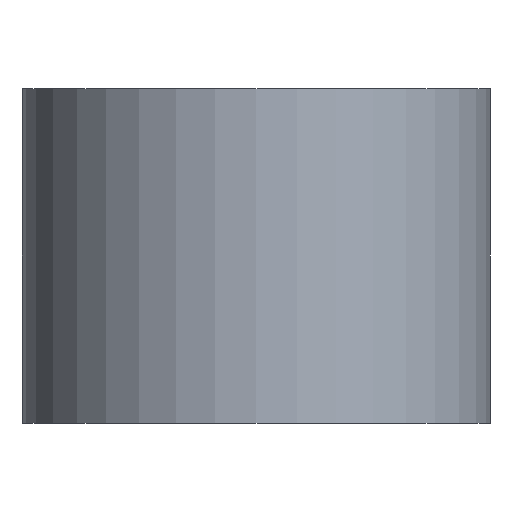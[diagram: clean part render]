
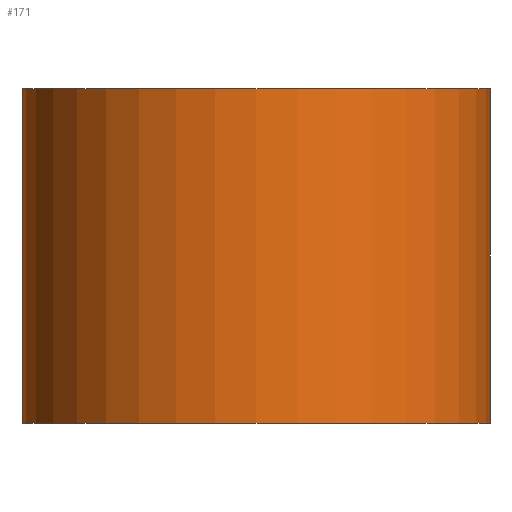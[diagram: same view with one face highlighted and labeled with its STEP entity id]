
A CAD part, front view. The second image highlights one B-rep face of the part: STEP entity #171.
In plain terms, the highlighted cylindrical face has radius 3.5 mm (diameter 7 mm), a partial arc.
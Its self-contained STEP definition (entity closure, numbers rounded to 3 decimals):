
#5 = AXIS2_PLACEMENT_3D ( 'NONE', #313, #342, #198 ) ;
#11 = CIRCLE ( 'NONE', #33, 3.5 ) ;
#13 = LINE ( 'NONE', #163, #36 ) ;
#20 = VERTEX_POINT ( 'NONE', #389 ) ;
#25 = CARTESIAN_POINT ( 'NONE',  ( 3.5, -448., -2.5 ) ) ;
#33 = AXIS2_PLACEMENT_3D ( 'NONE', #360, #228, #344 ) ;
#36 = VECTOR ( 'NONE', #46, 1000. ) ;
#46 = DIRECTION ( 'NONE',  ( 0., 0., -1. ) ) ;
#53 = CARTESIAN_POINT ( 'NONE',  ( 3.5, -448., 2.5 ) ) ;
#55 = EDGE_CURVE ( 'NONE', #174, #20, #13, .T. ) ;
#93 = VECTOR ( 'NONE', #167, 1000. ) ;
#126 = EDGE_CURVE ( 'NONE', #174, #153, #278, .T. ) ;
#149 = ORIENTED_EDGE ( 'NONE', *, *, #126, .F. ) ;
#153 = VERTEX_POINT ( 'NONE', #161 ) ;
#161 = CARTESIAN_POINT ( 'NONE',  ( 3.5, -448., 2.5 ) ) ;
#163 = CARTESIAN_POINT ( 'NONE',  ( -3.5, -448., 2.5 ) ) ;
#167 = DIRECTION ( 'NONE',  ( 0., 0., -1. ) ) ;
#171 = ADVANCED_FACE ( 'NONE', ( #227 ), #190, .T. ) ;
#174 = VERTEX_POINT ( 'NONE', #218 ) ;
#190 = CYLINDRICAL_SURFACE ( 'NONE', #320, 3.5 ) ;
#198 = DIRECTION ( 'NONE',  ( 1., 0., 0. ) ) ;
#203 = ORIENTED_EDGE ( 'NONE', *, *, #55, .T. ) ;
#208 = ORIENTED_EDGE ( 'NONE', *, *, #383, .F. ) ;
#214 = EDGE_LOOP ( 'NONE', ( #387, #208, #149, #203 ) ) ;
#218 = CARTESIAN_POINT ( 'NONE',  ( -3.5, -448., 2.5 ) ) ;
#227 = FACE_OUTER_BOUND ( 'NONE', #214, .T. ) ;
#228 = DIRECTION ( 'NONE',  ( 0., 0., 1. ) ) ;
#253 = DIRECTION ( 'NONE',  ( -1., 0., 0. ) ) ;
#260 = VERTEX_POINT ( 'NONE', #25 ) ;
#278 = CIRCLE ( 'NONE', #5, 3.5 ) ;
#287 = EDGE_CURVE ( 'NONE', #20, #260, #11, .T. ) ;
#312 = DIRECTION ( 'NONE',  ( 0., 0., -1. ) ) ;
#313 = CARTESIAN_POINT ( 'NONE',  ( 0., -448., 2.5 ) ) ;
#320 = AXIS2_PLACEMENT_3D ( 'NONE', #369, #312, #253 ) ;
#323 = LINE ( 'NONE', #53, #93 ) ;
#342 = DIRECTION ( 'NONE',  ( 0., 0., 1. ) ) ;
#344 = DIRECTION ( 'NONE',  ( 1., 0., 0. ) ) ;
#360 = CARTESIAN_POINT ( 'NONE',  ( 0., -448., -2.5 ) ) ;
#369 = CARTESIAN_POINT ( 'NONE',  ( 0., -448., 2.5 ) ) ;
#383 = EDGE_CURVE ( 'NONE', #153, #260, #323, .T. ) ;
#387 = ORIENTED_EDGE ( 'NONE', *, *, #287, .T. ) ;
#389 = CARTESIAN_POINT ( 'NONE',  ( -3.5, -448., -2.5 ) ) ;
